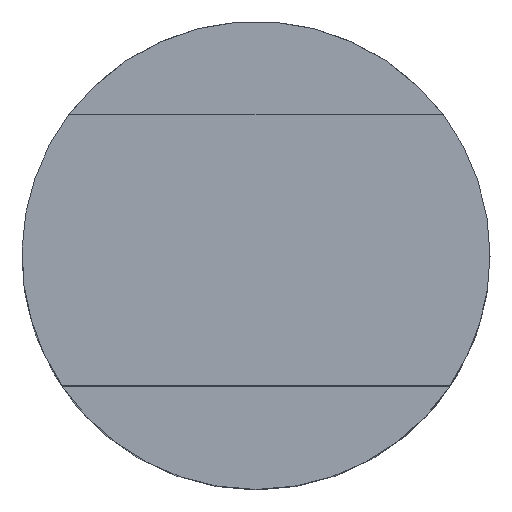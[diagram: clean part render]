
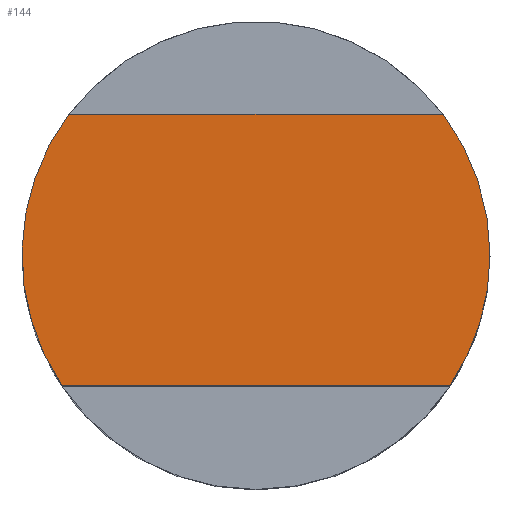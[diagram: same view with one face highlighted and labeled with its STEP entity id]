
A CAD part, top view. The second image highlights one B-rep face of the part: STEP entity #144.
In plain terms, the highlighted planar face has unit normal (0, 0, 1).
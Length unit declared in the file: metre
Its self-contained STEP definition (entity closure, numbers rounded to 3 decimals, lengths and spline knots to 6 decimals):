
#15=LINE('',#243,#23);
#16=LINE('',#247,#24);
#23=VECTOR('',#197,1.);
#24=VECTOR('',#200,1.);
#33=ORIENTED_EDGE('',*,*,#67,.T.);
#34=ORIENTED_EDGE('',*,*,#68,.T.);
#35=ORIENTED_EDGE('',*,*,#69,.T.);
#36=ORIENTED_EDGE('',*,*,#70,.T.);
#67=EDGE_CURVE('',#84,#85,#97,.T.);
#68=EDGE_CURVE('',#85,#86,#15,.T.);
#69=EDGE_CURVE('',#86,#87,#98,.T.);
#70=EDGE_CURVE('',#87,#84,#16,.T.);
#84=VERTEX_POINT('',#241);
#85=VERTEX_POINT('',#242);
#86=VERTEX_POINT('',#244);
#87=VERTEX_POINT('',#246);
#97=CIRCLE('',#170,0.01);
#98=CIRCLE('',#171,0.01);
#106=EDGE_LOOP('',(#33,#34,#35,#36));
#122=FACE_BOUND('',#106,.T.);
#137=PLANE('',#169);
#144=ADVANCED_FACE('',(#122),#137,.F.);
#169=AXIS2_PLACEMENT_3D('',#239,#193,#194);
#170=AXIS2_PLACEMENT_3D('',#240,#195,#196);
#171=AXIS2_PLACEMENT_3D('',#245,#198,#199);
#193=DIRECTION('',(0.,0.,-1.));
#194=DIRECTION('',(-1.,0.,0.));
#195=DIRECTION('',(0.,0.,1.));
#196=DIRECTION('',(1.,0.,0.));
#197=DIRECTION('',(1.,0.,0.));
#198=DIRECTION('',(0.,0.,1.));
#199=DIRECTION('',(1.,0.,0.));
#200=DIRECTION('',(-1.,0.,0.));
#239=CARTESIAN_POINT('',(-0.048227,0.,-0.006997));
#240=CARTESIAN_POINT('',(-0.043227,0.,-0.006997));
#241=CARTESIAN_POINT('',(-0.051227,0.006,-0.006997));
#242=CARTESIAN_POINT('',(-0.051512,-0.0056,-0.006997));
#243=CARTESIAN_POINT('',(-0.048227,-0.0056,-0.006997));
#244=CARTESIAN_POINT('',(-0.034942,-0.0056,-0.006997));
#245=CARTESIAN_POINT('',(-0.043227,0.,-0.006997));
#246=CARTESIAN_POINT('',(-0.035227,0.006,-0.006997));
#247=CARTESIAN_POINT('',(-0.048227,0.006,-0.006997));
